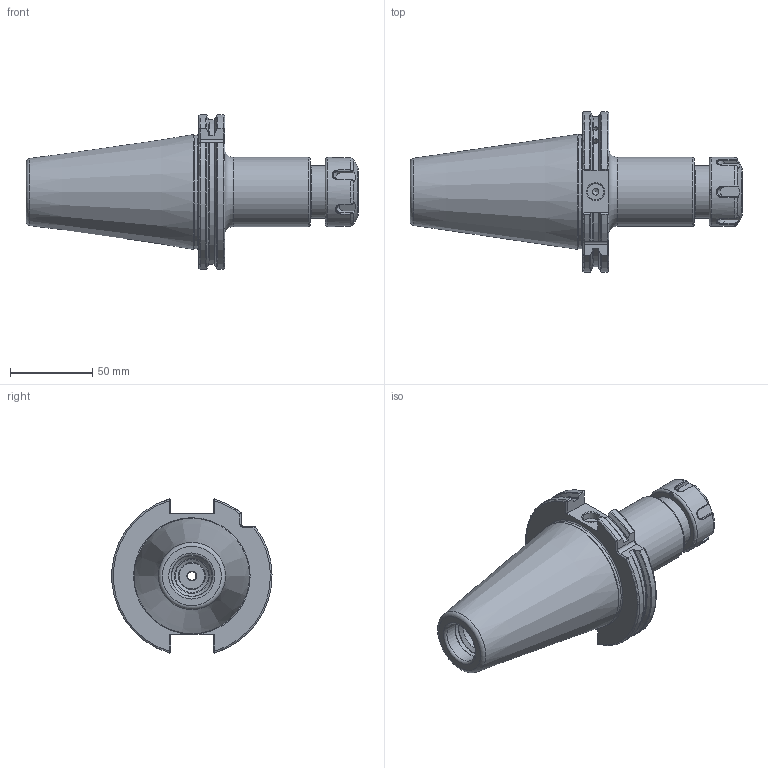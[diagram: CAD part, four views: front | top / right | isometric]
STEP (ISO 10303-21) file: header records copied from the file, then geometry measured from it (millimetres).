
FILE_DESCRIPTION(/* description */ (''),/* implementation_level */ '2;1');
FILE_NAME(/* name */ 'SK50-ER25-100.stp',/* time_stamp */ '2023-04-22T13:51:10+08:00',/* author */ ('Administrator'),/* organization */ (''),/* preprocessor_version */ 'ST-DEVELOPER v18.1',/* originating_system */ 'Autodesk Inventor 2022',/* authorisation */ '');
FILE_SCHEMA (('AUTOMOTIVE_DESIGN { 1 0 10303 214 3 1 1 }'));
Length unit declared in the file: millimetre
Products named in the file (4): SK50-ER25-100; SK50-ER25-100_1; ER25UM   单偏心压帽; M18x1.5x10(通孔5)
Assembly tree (3 placements, depth 2):
  SK50-ER25-100
    SK50-ER25-100_1
    ER25UM   单偏心压帽
    M18x1.5x10(通孔5)
Bounding box: 201.75 x 97.32 x 93.62 mm (x, y, z)
Volume: 403771.5 mm3; surface area: 62824.6 mm2
Topology: 3 solids, 3 shells, 267 faces, 711 edges, 452 vertices
Faces by surface type: plane 87, bspline 76, cylinder 36, cone 34, torus 34
Full cylindrical faces by diameter (mm): 3.5 x4, 5 x1, 10 x1, 16.5 x1, 18 x1, 18.2 x1, 20 x1, 20.7 x1, 21 x1, 25 x1, 25.6 x1, 25.75 x1, 30.5 x1, 32 x1, 33 x1, 42 x2, 69.25 x1
Entity records: 10960 total; most frequent: CARTESIAN_POINT 4844, ORIENTED_EDGE 1412, DIRECTION 1011, EDGE_CURVE 706, VERTEX_POINT 452, AXIS2_PLACEMENT_3D 369, EDGE_LOOP 280, LINE 273
